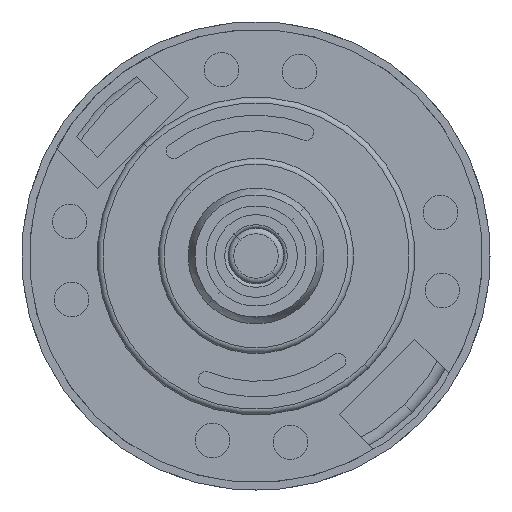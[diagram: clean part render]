
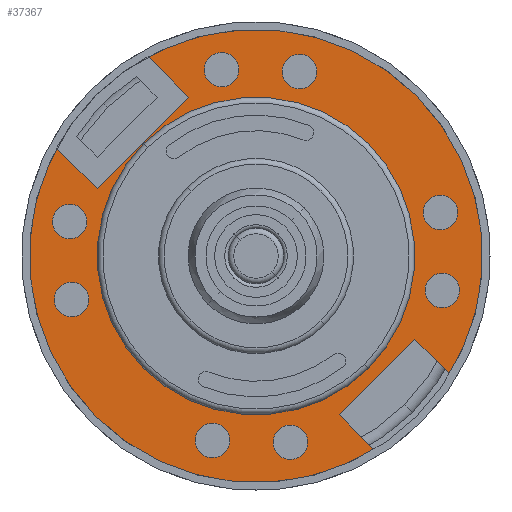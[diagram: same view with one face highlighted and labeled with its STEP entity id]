
A CAD part, left-side view. The second image highlights one B-rep face of the part: STEP entity #37367.
In plain terms, the highlighted planar face has unit normal (-1, 0, 0).
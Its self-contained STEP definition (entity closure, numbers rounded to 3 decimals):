
#36337=CARTESIAN_POINT('',(-1.2,0.,0.));
#36338=DIRECTION('',(-1.,0.,0.));
#36339=DIRECTION('',(0.,-0.236,-0.972));
#36340=AXIS2_PLACEMENT_3D('',#36337,#36338,#36339);
#36342=DIRECTION('',(0.,0.,-1.));
#36343=VECTOR('',#36342,4.426);
#36344=CARTESIAN_POINT('',(-1.2,-4.8,-15.35));
#36345=LINE('',#36344,#36343);
#36346=DIRECTION('',(0.,-1.,0.));
#36347=VECTOR('',#36346,9.6);
#36348=CARTESIAN_POINT('',(-1.2,4.8,-15.35));
#36349=LINE('',#36348,#36347);
#36350=DIRECTION('',(0.,0.,1.));
#36351=VECTOR('',#36350,4.426);
#36352=CARTESIAN_POINT('',(-1.2,4.8,-19.776));
#36353=LINE('',#36352,#36351);
#36354=CARTESIAN_POINT('',(-1.2,0.,0.));
#36355=DIRECTION('',(-1.,0.,0.));
#36356=DIRECTION('',(0.,0.236,0.972));
#36357=AXIS2_PLACEMENT_3D('',#36354,#36355,#36356);
#36359=DIRECTION('',(0.,0.,1.));
#36360=VECTOR('',#36359,4.426);
#36361=CARTESIAN_POINT('',(-1.2,4.8,15.35));
#36362=LINE('',#36361,#36360);
#36363=DIRECTION('',(0.,1.,0.));
#36364=VECTOR('',#36363,9.6);
#36365=CARTESIAN_POINT('',(-1.2,-4.8,15.35));
#36366=LINE('',#36365,#36364);
#36367=DIRECTION('',(0.,0.,-1.));
#36368=VECTOR('',#36367,4.426);
#36369=CARTESIAN_POINT('',(-1.2,-4.8,19.776));
#36370=LINE('',#36369,#36368);
#36371=CARTESIAN_POINT('',(-1.2,-9.641,14.002));
#36372=DIRECTION('',(1.,0.,0.));
#36373=DIRECTION('',(0.,0.,-1.));
#36374=AXIS2_PLACEMENT_3D('',#36371,#36372,#36373);
#36376=CARTESIAN_POINT('',(-1.2,-9.641,14.002));
#36377=DIRECTION('',(1.,0.,0.));
#36378=DIRECTION('',(0.,0.,1.));
#36379=AXIS2_PLACEMENT_3D('',#36376,#36377,#36378);
#36381=CARTESIAN_POINT('',(-1.2,14.462,-8.936));
#36382=DIRECTION('',(1.,0.,0.));
#36383=DIRECTION('',(0.,0.,-1.));
#36384=AXIS2_PLACEMENT_3D('',#36381,#36382,#36383);
#36386=CARTESIAN_POINT('',(-1.2,14.462,-8.936));
#36387=DIRECTION('',(1.,0.,0.));
#36388=DIRECTION('',(0.,0.,1.));
#36389=AXIS2_PLACEMENT_3D('',#36386,#36387,#36388);
#36391=CARTESIAN_POINT('',(-1.2,9.641,-14.002));
#36392=DIRECTION('',(1.,0.,0.));
#36393=DIRECTION('',(0.,0.,-1.));
#36394=AXIS2_PLACEMENT_3D('',#36391,#36392,#36393);
#36396=CARTESIAN_POINT('',(-1.2,9.641,-14.002));
#36397=DIRECTION('',(1.,0.,0.));
#36398=DIRECTION('',(0.,0.,1.));
#36399=AXIS2_PLACEMENT_3D('',#36396,#36397,#36398);
#36401=CARTESIAN_POINT('',(-1.2,9.641,14.002));
#36402=DIRECTION('',(1.,0.,0.));
#36403=DIRECTION('',(0.,0.,-1.));
#36404=AXIS2_PLACEMENT_3D('',#36401,#36402,#36403);
#36406=CARTESIAN_POINT('',(-1.2,9.641,14.002));
#36407=DIRECTION('',(1.,0.,0.));
#36408=DIRECTION('',(0.,0.,1.));
#36409=AXIS2_PLACEMENT_3D('',#36406,#36407,#36408);
#36411=CARTESIAN_POINT('',(-1.2,-14.462,8.936));
#36412=DIRECTION('',(1.,0.,0.));
#36413=DIRECTION('',(0.,0.,-1.));
#36414=AXIS2_PLACEMENT_3D('',#36411,#36412,#36413);
#36416=CARTESIAN_POINT('',(-1.2,-14.462,8.936));
#36417=DIRECTION('',(1.,0.,0.));
#36418=DIRECTION('',(0.,0.,1.));
#36419=AXIS2_PLACEMENT_3D('',#36416,#36417,#36418);
#36421=CARTESIAN_POINT('',(-1.2,-14.462,-8.936));
#36422=DIRECTION('',(1.,0.,0.));
#36423=DIRECTION('',(0.,0.,-1.));
#36424=AXIS2_PLACEMENT_3D('',#36421,#36422,#36423);
#36426=CARTESIAN_POINT('',(-1.2,-14.462,-8.936));
#36427=DIRECTION('',(1.,0.,0.));
#36428=DIRECTION('',(0.,0.,1.));
#36429=AXIS2_PLACEMENT_3D('',#36426,#36427,#36428);
#36431=CARTESIAN_POINT('',(-1.2,-9.641,-14.002));
#36432=DIRECTION('',(1.,0.,0.));
#36433=DIRECTION('',(0.,0.,-1.));
#36434=AXIS2_PLACEMENT_3D('',#36431,#36432,#36433);
#36436=CARTESIAN_POINT('',(-1.2,-9.641,-14.002));
#36437=DIRECTION('',(1.,0.,0.));
#36438=DIRECTION('',(0.,0.,1.));
#36439=AXIS2_PLACEMENT_3D('',#36436,#36437,#36438);
#36441=CARTESIAN_POINT('',(-1.2,14.462,8.936));
#36442=DIRECTION('',(1.,0.,0.));
#36443=DIRECTION('',(0.,0.,-1.));
#36444=AXIS2_PLACEMENT_3D('',#36441,#36442,#36443);
#36446=CARTESIAN_POINT('',(-1.2,14.462,8.936));
#36447=DIRECTION('',(1.,0.,0.));
#36448=DIRECTION('',(0.,0.,1.));
#36449=AXIS2_PLACEMENT_3D('',#36446,#36447,#36448);
#36451=CARTESIAN_POINT('',(-1.2,0.,0.));
#36452=DIRECTION('',(1.,0.,0.));
#36453=DIRECTION('',(0.,0.,-1.));
#36454=AXIS2_PLACEMENT_3D('',#36451,#36452,#36453);
#36456=CARTESIAN_POINT('',(-1.2,0.,0.));
#36457=DIRECTION('',(1.,0.,0.));
#36458=DIRECTION('',(0.,0.,1.));
#36459=AXIS2_PLACEMENT_3D('',#36456,#36457,#36458);
#36937=CARTESIAN_POINT('',(-1.2,-14.462,-7.386));
#36938=CARTESIAN_POINT('',(-1.2,-14.462,-10.486));
#36939=VERTEX_POINT('',#36937);
#36940=VERTEX_POINT('',#36938);
#36941=CARTESIAN_POINT('',(-1.2,4.8,19.776));
#36942=CARTESIAN_POINT('',(-1.2,4.8,-19.776));
#36943=VERTEX_POINT('',#36941);
#36944=VERTEX_POINT('',#36942);
#36957=CARTESIAN_POINT('',(-1.2,9.641,12.452));
#36959=VERTEX_POINT('',#36957);
#36973=CARTESIAN_POINT('',(-1.2,-4.8,-19.776));
#36974=CARTESIAN_POINT('',(-1.2,-4.8,19.776));
#36975=VERTEX_POINT('',#36973);
#36976=VERTEX_POINT('',#36974);
#36981=CARTESIAN_POINT('',(-1.2,9.641,15.552));
#36982=VERTEX_POINT('',#36981);
#36993=CARTESIAN_POINT('',(-1.2,4.8,-15.35));
#36994=CARTESIAN_POINT('',(-1.2,-4.8,-15.35));
#36995=VERTEX_POINT('',#36993);
#36996=VERTEX_POINT('',#36994);
#37017=CARTESIAN_POINT('',(-1.2,14.462,10.486));
#37019=VERTEX_POINT('',#37017);
#37027=CARTESIAN_POINT('',(-1.2,0.,14.25));
#37028=CARTESIAN_POINT('',(-1.2,0.,-14.25));
#37029=VERTEX_POINT('',#37027);
#37030=VERTEX_POINT('',#37028);
#37031=CARTESIAN_POINT('',(-1.2,4.8,15.35));
#37033=VERTEX_POINT('',#37031);
#37035=CARTESIAN_POINT('',(-1.2,-9.641,-15.552));
#37036=CARTESIAN_POINT('',(-1.2,-9.641,-12.452));
#37037=VERTEX_POINT('',#37035);
#37038=VERTEX_POINT('',#37036);
#37039=CARTESIAN_POINT('',(-1.2,-14.462,10.486));
#37040=CARTESIAN_POINT('',(-1.2,-14.462,7.386));
#37041=VERTEX_POINT('',#37039);
#37042=VERTEX_POINT('',#37040);
#37057=CARTESIAN_POINT('',(-1.2,14.462,-10.486));
#37059=VERTEX_POINT('',#37057);
#37069=CARTESIAN_POINT('',(-1.2,-4.8,15.35));
#37070=VERTEX_POINT('',#37069);
#37091=CARTESIAN_POINT('',(-1.2,14.462,-7.386));
#37092=VERTEX_POINT('',#37091);
#37101=CARTESIAN_POINT('',(-1.2,-9.641,12.452));
#37102=VERTEX_POINT('',#37101);
#37115=CARTESIAN_POINT('',(-1.2,14.462,7.386));
#37116=VERTEX_POINT('',#37115);
#37127=CARTESIAN_POINT('',(-1.2,9.641,-12.452));
#37128=CARTESIAN_POINT('',(-1.2,9.641,-15.552));
#37129=VERTEX_POINT('',#37127);
#37130=VERTEX_POINT('',#37128);
#37131=CARTESIAN_POINT('',(-1.2,-9.641,15.552));
#37132=VERTEX_POINT('',#37131);
#37295=CARTESIAN_POINT('',(-1.2,14.25,0.));
#37296=DIRECTION('',(1.,0.,0.));
#37297=DIRECTION('',(0.,0.,-1.));
#37298=AXIS2_PLACEMENT_3D('',#37295,#37296,#37297);
#37299=PLANE('',#37298);
#37300=ORIENTED_EDGE('',*,*,#37169,.F.);
#37301=ORIENTED_EDGE('',*,*,#37156,.F.);
#37303=ORIENTED_EDGE('',*,*,#37302,.F.);
#37305=ORIENTED_EDGE('',*,*,#37304,.F.);
#37306=ORIENTED_EDGE('',*,*,#37286,.F.);
#37307=ORIENTED_EDGE('',*,*,#37276,.F.);
#37308=ORIENTED_EDGE('',*,*,#37262,.F.);
#37310=ORIENTED_EDGE('',*,*,#37309,.F.);
#37311=EDGE_LOOP('',(#37300,#37301,#37303,#37305,#37306,#37307,#37308,#37310));
#37312=FACE_OUTER_BOUND('',#37311,.F.);
#37314=ORIENTED_EDGE('',*,*,#37313,.F.);
#37316=ORIENTED_EDGE('',*,*,#37315,.F.);
#37317=EDGE_LOOP('',(#37314,#37316));
#37318=FACE_BOUND('',#37317,.F.);
#37320=ORIENTED_EDGE('',*,*,#37319,.F.);
#37322=ORIENTED_EDGE('',*,*,#37321,.F.);
#37323=EDGE_LOOP('',(#37320,#37322));
#37324=FACE_BOUND('',#37323,.F.);
#37326=ORIENTED_EDGE('',*,*,#37325,.F.);
#37328=ORIENTED_EDGE('',*,*,#37327,.F.);
#37329=EDGE_LOOP('',(#37326,#37328));
#37330=FACE_BOUND('',#37329,.F.);
#37332=ORIENTED_EDGE('',*,*,#37331,.F.);
#37334=ORIENTED_EDGE('',*,*,#37333,.F.);
#37335=EDGE_LOOP('',(#37332,#37334));
#37336=FACE_BOUND('',#37335,.F.);
#37338=ORIENTED_EDGE('',*,*,#37337,.F.);
#37340=ORIENTED_EDGE('',*,*,#37339,.F.);
#37341=EDGE_LOOP('',(#37338,#37340));
#37342=FACE_BOUND('',#37341,.F.);
#37344=ORIENTED_EDGE('',*,*,#37343,.F.);
#37346=ORIENTED_EDGE('',*,*,#37345,.F.);
#37347=EDGE_LOOP('',(#37344,#37346));
#37348=FACE_BOUND('',#37347,.F.);
#37350=ORIENTED_EDGE('',*,*,#37349,.F.);
#37352=ORIENTED_EDGE('',*,*,#37351,.F.);
#37353=EDGE_LOOP('',(#37350,#37352));
#37354=FACE_BOUND('',#37353,.F.);
#37356=ORIENTED_EDGE('',*,*,#37355,.F.);
#37358=ORIENTED_EDGE('',*,*,#37357,.F.);
#37359=EDGE_LOOP('',(#37356,#37358));
#37360=FACE_BOUND('',#37359,.F.);
#37362=ORIENTED_EDGE('',*,*,#37361,.F.);
#37364=ORIENTED_EDGE('',*,*,#37363,.F.);
#37365=EDGE_LOOP('',(#37362,#37364));
#37366=FACE_BOUND('',#37365,.F.);
#36341=CIRCLE('',#36340,20.35);
#36358=CIRCLE('',#36357,20.35);
#36375=CIRCLE('',#36374,1.55);
#36380=CIRCLE('',#36379,1.55);
#36385=CIRCLE('',#36384,1.55);
#36390=CIRCLE('',#36389,1.55);
#36395=CIRCLE('',#36394,1.55);
#36400=CIRCLE('',#36399,1.55);
#36405=CIRCLE('',#36404,1.55);
#36410=CIRCLE('',#36409,1.55);
#36415=CIRCLE('',#36414,1.55);
#36420=CIRCLE('',#36419,1.55);
#36425=CIRCLE('',#36424,1.55);
#36430=CIRCLE('',#36429,1.55);
#36435=CIRCLE('',#36434,1.55);
#36440=CIRCLE('',#36439,1.55);
#36445=CIRCLE('',#36444,1.55);
#36450=CIRCLE('',#36449,1.55);
#36455=CIRCLE('',#36454,14.25);
#36460=CIRCLE('',#36459,14.25);
#37156=EDGE_CURVE('',#36996,#36975,#36345,.T.);
#37169=EDGE_CURVE('',#36975,#36976,#36341,.T.);
#37262=EDGE_CURVE('',#37070,#37033,#36366,.T.);
#37276=EDGE_CURVE('',#37033,#36943,#36362,.T.);
#37286=EDGE_CURVE('',#36943,#36944,#36358,.T.);
#37302=EDGE_CURVE('',#36995,#36996,#36349,.T.);
#37304=EDGE_CURVE('',#36944,#36995,#36353,.T.);
#37309=EDGE_CURVE('',#36976,#37070,#36370,.T.);
#37313=EDGE_CURVE('',#37102,#37132,#36375,.T.);
#37315=EDGE_CURVE('',#37132,#37102,#36380,.T.);
#37319=EDGE_CURVE('',#37059,#37092,#36385,.T.);
#37321=EDGE_CURVE('',#37092,#37059,#36390,.T.);
#37325=EDGE_CURVE('',#37130,#37129,#36395,.T.);
#37327=EDGE_CURVE('',#37129,#37130,#36400,.T.);
#37331=EDGE_CURVE('',#36959,#36982,#36405,.T.);
#37333=EDGE_CURVE('',#36982,#36959,#36410,.T.);
#37337=EDGE_CURVE('',#37042,#37041,#36415,.T.);
#37339=EDGE_CURVE('',#37041,#37042,#36420,.T.);
#37343=EDGE_CURVE('',#36940,#36939,#36425,.T.);
#37345=EDGE_CURVE('',#36939,#36940,#36430,.T.);
#37349=EDGE_CURVE('',#37037,#37038,#36435,.T.);
#37351=EDGE_CURVE('',#37038,#37037,#36440,.T.);
#37355=EDGE_CURVE('',#37116,#37019,#36445,.T.);
#37357=EDGE_CURVE('',#37019,#37116,#36450,.T.);
#37361=EDGE_CURVE('',#37030,#37029,#36455,.T.);
#37363=EDGE_CURVE('',#37029,#37030,#36460,.T.);
#37367=ADVANCED_FACE('',(#37312,#37318,#37324,#37330,#37336,#37342,#37348,
#37354,#37360,#37366),#37299,.F.);
